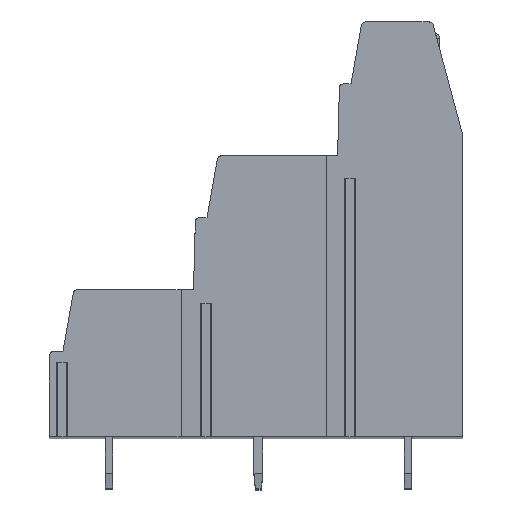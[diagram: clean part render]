
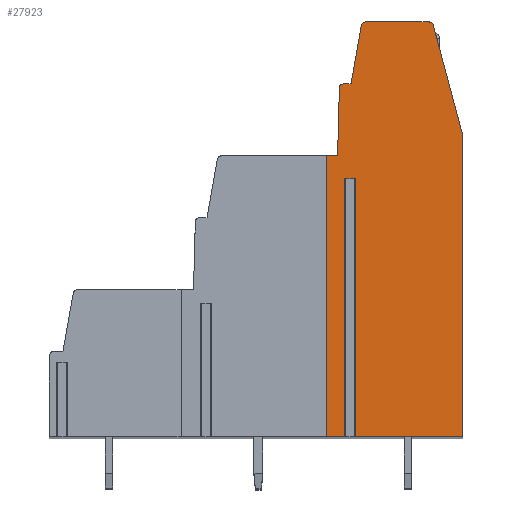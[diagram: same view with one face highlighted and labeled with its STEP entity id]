
A CAD part, top view. The second image highlights one B-rep face of the part: STEP entity #27923.
In plain terms, the highlighted planar face has unit normal (0, 0, 1).
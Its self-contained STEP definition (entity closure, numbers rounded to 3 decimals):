
#14=DIRECTION('',(-1.,0.,0.));
#15=VECTOR('',#14,0.743);
#16=CARTESIAN_POINT('',(1.908,2.65,73.66));
#17=LINE('',#16,#15);
#18=DIRECTION('',(0.,-1.,0.));
#19=VECTOR('',#18,17.55);
#20=CARTESIAN_POINT('',(1.165,2.65,73.66));
#21=LINE('',#20,#19);
#22=DIRECTION('',(1.,0.,0.));
#23=VECTOR('',#22,1.228);
#24=CARTESIAN_POINT('',(-0.063,-14.9,73.66));
#25=LINE('',#24,#23);
#26=DIRECTION('',(-1.,0.,0.));
#27=VECTOR('',#26,0.75);
#28=CARTESIAN_POINT('',(0.687,4.2,73.66));
#29=LINE('',#28,#27);
#30=DIRECTION('',(-0.026,-1.,0.));
#31=VECTOR('',#30,4.609);
#32=CARTESIAN_POINT('',(0.808,8.808,73.66));
#33=LINE('',#32,#31);
#34=CARTESIAN_POINT('',(1.108,8.8,73.66));
#35=DIRECTION('',(0.,0.,1.));
#36=DIRECTION('',(0.,1.,0.));
#37=AXIS2_PLACEMENT_3D('',#34,#35,#36);
#39=DIRECTION('',(-1.,0.,0.));
#40=VECTOR('',#39,0.497);
#41=CARTESIAN_POINT('',(1.605,9.1,73.66));
#42=LINE('',#41,#40);
#43=DIRECTION('',(-0.174,-0.985,0.));
#44=VECTOR('',#43,4.013);
#45=CARTESIAN_POINT('',(2.301,13.052,73.66));
#46=LINE('',#45,#44);
#47=CARTESIAN_POINT('',(2.597,13.,73.66));
#48=DIRECTION('',(0.,0.,1.));
#49=DIRECTION('',(0.,1.,0.));
#50=AXIS2_PLACEMENT_3D('',#47,#48,#49);
#52=DIRECTION('',(-1.,0.,0.));
#53=VECTOR('',#52,4.31);
#54=CARTESIAN_POINT('',(6.907,13.3,73.66));
#55=LINE('',#54,#53);
#56=CARTESIAN_POINT('',(6.907,13.,73.66));
#57=DIRECTION('',(0.,0.,1.));
#58=DIRECTION('',(0.966,0.259,0.));
#59=AXIS2_PLACEMENT_3D('',#56,#57,#58);
#61=CARTESIAN_POINT('',(8.187,5.518,73.66));
#62=DIRECTION('',(0.,0.,1.));
#63=DIRECTION('',(1.,0.,0.));
#64=AXIS2_PLACEMENT_3D('',#61,#62,#63);
#66=DIRECTION('',(0.,1.,0.));
#67=VECTOR('',#66,20.418);
#68=CARTESIAN_POINT('',(9.187,-14.9,73.66));
#69=LINE('',#68,#67);
#70=DIRECTION('',(1.,0.,0.));
#71=VECTOR('',#70,7.279);
#72=CARTESIAN_POINT('',(1.908,-14.9,73.66));
#73=LINE('',#72,#71);
#74=DIRECTION('',(0.,-1.,0.));
#75=VECTOR('',#74,17.55);
#76=CARTESIAN_POINT('',(1.908,2.65,73.66));
#77=LINE('',#76,#75);
#8888=DIRECTION('',(-0.259,0.966,0.));
#8889=VECTOR('',#8888,7.558);
#8890=CARTESIAN_POINT('',(9.153,5.777,73.66));
#8891=LINE('',#8890,#8889);
#14935=DIRECTION('',(0.,-1.,0.));
#14936=VECTOR('',#14935,19.1);
#14937=CARTESIAN_POINT('',(-0.063,4.2,73.66));
#14938=LINE('',#14937,#14936);
#21991=CARTESIAN_POINT('',(9.187,-14.9,73.66));
#21992=CARTESIAN_POINT('',(9.187,5.518,73.66));
#21993=VERTEX_POINT('',#21991);
#21994=VERTEX_POINT('',#21992);
#21995=CARTESIAN_POINT('',(9.153,5.777,73.66));
#21996=VERTEX_POINT('',#21995);
#21997=CARTESIAN_POINT('',(7.197,13.078,73.66));
#21998=CARTESIAN_POINT('',(6.907,13.3,73.66));
#21999=VERTEX_POINT('',#21997);
#22000=VERTEX_POINT('',#21998);
#22001=CARTESIAN_POINT('',(2.597,13.3,73.66));
#22002=VERTEX_POINT('',#22001);
#22003=CARTESIAN_POINT('',(2.301,13.052,73.66));
#22004=VERTEX_POINT('',#22003);
#22005=CARTESIAN_POINT('',(1.605,9.1,73.66));
#22006=VERTEX_POINT('',#22005);
#22007=CARTESIAN_POINT('',(1.108,9.1,73.66));
#22008=VERTEX_POINT('',#22007);
#22009=CARTESIAN_POINT('',(0.808,8.808,73.66));
#22010=VERTEX_POINT('',#22009);
#22011=CARTESIAN_POINT('',(0.687,4.2,73.66));
#22012=VERTEX_POINT('',#22011);
#22051=CARTESIAN_POINT('',(-0.063,-14.9,73.66));
#22053=VERTEX_POINT('',#22051);
#22059=CARTESIAN_POINT('',(-0.063,4.2,73.66));
#22060=VERTEX_POINT('',#22059);
#22107=CARTESIAN_POINT('',(1.908,2.65,73.66));
#22108=CARTESIAN_POINT('',(1.165,2.65,73.66));
#22109=VERTEX_POINT('',#22107);
#22110=VERTEX_POINT('',#22108);
#22111=CARTESIAN_POINT('',(1.908,-14.9,73.66));
#22112=VERTEX_POINT('',#22111);
#22113=CARTESIAN_POINT('',(1.165,-14.9,73.66));
#22114=VERTEX_POINT('',#22113);
#27882=CARTESIAN_POINT('',(0.,0.,73.66));
#27883=DIRECTION('',(0.,0.,1.));
#27884=DIRECTION('',(1.,0.,0.));
#27885=AXIS2_PLACEMENT_3D('',#27882,#27883,#27884);
#27886=PLANE('',#27885);
#27888=ORIENTED_EDGE('',*,*,#27887,.T.);
#27890=ORIENTED_EDGE('',*,*,#27889,.T.);
#27892=ORIENTED_EDGE('',*,*,#27891,.F.);
#27894=ORIENTED_EDGE('',*,*,#27893,.F.);
#27896=ORIENTED_EDGE('',*,*,#27895,.F.);
#27898=ORIENTED_EDGE('',*,*,#27897,.F.);
#27900=ORIENTED_EDGE('',*,*,#27899,.F.);
#27902=ORIENTED_EDGE('',*,*,#27901,.F.);
#27904=ORIENTED_EDGE('',*,*,#27903,.F.);
#27906=ORIENTED_EDGE('',*,*,#27905,.F.);
#27908=ORIENTED_EDGE('',*,*,#27907,.F.);
#27910=ORIENTED_EDGE('',*,*,#27909,.F.);
#27912=ORIENTED_EDGE('',*,*,#27911,.F.);
#27914=ORIENTED_EDGE('',*,*,#27913,.F.);
#27916=ORIENTED_EDGE('',*,*,#27915,.F.);
#27918=ORIENTED_EDGE('',*,*,#27917,.F.);
#27920=ORIENTED_EDGE('',*,*,#27919,.F.);
#27921=EDGE_LOOP('',(#27888,#27890,#27892,#27894,#27896,#27898,#27900,#27902,
#27904,#27906,#27908,#27910,#27912,#27914,#27916,#27918,#27920));
#27922=FACE_OUTER_BOUND('',#27921,.F.);
#38=CIRCLE('',#37,0.3);
#51=CIRCLE('',#50,0.3);
#60=CIRCLE('',#59,0.3);
#65=CIRCLE('',#64,1.);
#27887=EDGE_CURVE('',#22109,#22110,#17,.T.);
#27889=EDGE_CURVE('',#22110,#22114,#21,.T.);
#27891=EDGE_CURVE('',#22053,#22114,#25,.T.);
#27893=EDGE_CURVE('',#22060,#22053,#14938,.T.);
#27895=EDGE_CURVE('',#22012,#22060,#29,.T.);
#27897=EDGE_CURVE('',#22010,#22012,#33,.T.);
#27899=EDGE_CURVE('',#22008,#22010,#38,.T.);
#27901=EDGE_CURVE('',#22006,#22008,#42,.T.);
#27903=EDGE_CURVE('',#22004,#22006,#46,.T.);
#27905=EDGE_CURVE('',#22002,#22004,#51,.T.);
#27907=EDGE_CURVE('',#22000,#22002,#55,.T.);
#27909=EDGE_CURVE('',#21999,#22000,#60,.T.);
#27911=EDGE_CURVE('',#21996,#21999,#8891,.T.);
#27913=EDGE_CURVE('',#21994,#21996,#65,.T.);
#27915=EDGE_CURVE('',#21993,#21994,#69,.T.);
#27917=EDGE_CURVE('',#22112,#21993,#73,.T.);
#27919=EDGE_CURVE('',#22109,#22112,#77,.T.);
#27923=ADVANCED_FACE('',(#27922),#27886,.T.);
